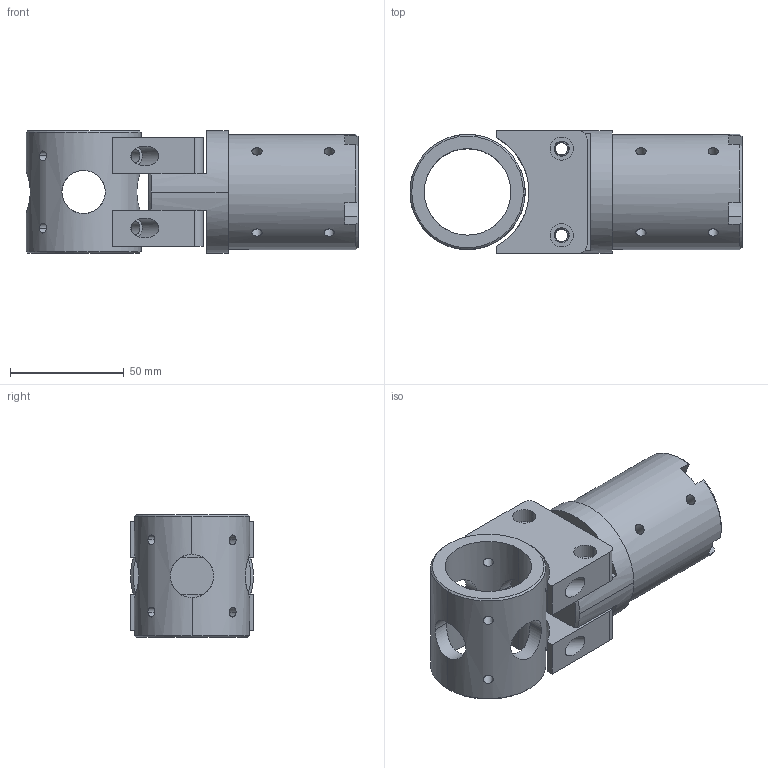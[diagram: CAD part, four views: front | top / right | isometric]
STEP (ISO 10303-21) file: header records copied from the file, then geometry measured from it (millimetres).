
FILE_DESCRIPTION(/* description */ ('Alibre Inc.'),/* implementation_level */ '2;1');
FILE_NAME(/* name */ 'export0',/* time_stamp */ '2015-05-18T13:01:44-07:00',/* author */ (''),/* organization */ (''),/* preprocessor_version */ 'ST-DEVELOPER v14',/* originating_system */ 'Alibre',/* authorisation */ '');
FILE_SCHEMA (('CONFIG_CONTROL_DESIGN'));
Length unit declared in the file: inch
Products named in the file (6): ID_1; ID_2; ID_3; ID_4; ID_5
Bounding box: 146.11 x 53.98 x 54.1 mm (x, y, z)
Volume: 178630.7 mm3; surface area: 67215.3 mm2
Topology: 5 solids, 5 shells, 141 faces, 403 edges, 271 vertices
Faces by surface type: cylinder 70, plane 47, bspline 14, cone 10
Full cylindrical faces by diameter (mm): 4.496 x8, 5.41 x2, 5.944 x12, 8.712 x4, 33.528 x1, 50.673 x1
Entity records: 7205 total; most frequent: CARTESIAN_POINT 3338, ORIENTED_EDGE 766, DIRECTION 470, EDGE_CURVE 383, VERTEX_POINT 269, EDGE_LOOP 246, FACE_BOUND 246, AXIS2_PLACEMENT_3D 206
